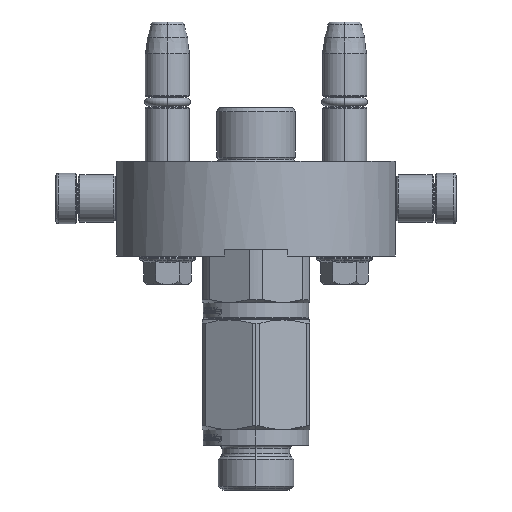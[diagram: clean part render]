
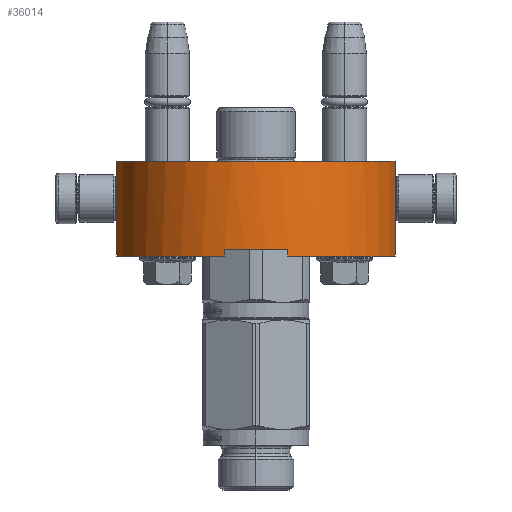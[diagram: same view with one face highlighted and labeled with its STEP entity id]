
A CAD part, left-side view. The second image highlights one B-rep face of the part: STEP entity #36014.
In plain terms, the highlighted cylindrical face has radius 44.75 mm (diameter 89.5 mm), a partial arc.
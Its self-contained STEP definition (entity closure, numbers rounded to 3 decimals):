
#471 = VECTOR ( 'NONE', #34480, 1000. ) ;
#494 = AXIS2_PLACEMENT_3D ( 'NONE', #46215, #34524, #42040 ) ;
#1368 = VECTOR ( 'NONE', #39717, 1000. ) ;
#4163 = LINE ( 'NONE', #29018, #31829 ) ;
#4433 = EDGE_LOOP ( 'NONE', ( #7887, #40134, #6630, #7985, #6092, #5179, #16200, #16383 ) ) ;
#5147 = DIRECTION ( 'NONE',  ( -0.983, 0., 0.182 ) ) ;
#5179 = ORIENTED_EDGE ( 'NONE', *, *, #5719, .F. ) ;
#5719 = EDGE_CURVE ( 'NONE', #12194, #12393, #6101, .T. ) ;
#6092 = ORIENTED_EDGE ( 'NONE', *, *, #39749, .T. ) ;
#6101 = CIRCLE ( 'NONE', #32663, 44.75 ) ;
#6630 = ORIENTED_EDGE ( 'NONE', *, *, #40451, .F. ) ;
#7887 = ORIENTED_EDGE ( 'NONE', *, *, #50005, .T. ) ;
#7985 = ORIENTED_EDGE ( 'NONE', *, *, #29135, .T. ) ;
#8563 = CARTESIAN_POINT ( 'NONE',  ( 10., 30., 43.618 ) ) ;
#8588 = DIRECTION ( 'NONE',  ( 0.223, 0., 0.975 ) ) ;
#8922 = CYLINDRICAL_SURFACE ( 'NONE', #27499, 44.75 ) ;
#9340 = AXIS2_PLACEMENT_3D ( 'NONE', #44259, #15706, #40252 ) ;
#9501 = CARTESIAN_POINT ( 'NONE',  ( -44., 30., 8.159 ) ) ;
#9899 = DIRECTION ( 'NONE',  ( 1., 0., 0. ) ) ;
#11671 = LINE ( 'NONE', #50651, #50237 ) ;
#12194 = VERTEX_POINT ( 'NONE', #8563 ) ;
#12393 = VERTEX_POINT ( 'NONE', #47674 ) ;
#13297 = CIRCLE ( 'NONE', #16017, 44.75 ) ;
#14760 = CARTESIAN_POINT ( 'NONE',  ( -10., 28., 43.618 ) ) ;
#15706 = DIRECTION ( 'NONE',  ( 0., 1., 0. ) ) ;
#16017 = AXIS2_PLACEMENT_3D ( 'NONE', #17766, #38058, #5147 ) ;
#16200 = ORIENTED_EDGE ( 'NONE', *, *, #52595, .F. ) ;
#16383 = ORIENTED_EDGE ( 'NONE', *, *, #43586, .F. ) ;
#16566 = CARTESIAN_POINT ( 'NONE',  ( 44., 0., 8.159 ) ) ;
#17067 = CARTESIAN_POINT ( 'NONE',  ( -10., 30., 43.618 ) ) ;
#17766 = CARTESIAN_POINT ( 'NONE',  ( 0., 30., 0. ) ) ;
#21231 = CARTESIAN_POINT ( 'NONE',  ( -44., 0., 8.159 ) ) ;
#21286 = DIRECTION ( 'NONE',  ( 0., 1., 0. ) ) ;
#22335 = VERTEX_POINT ( 'NONE', #14760 ) ;
#23059 = LINE ( 'NONE', #42166, #471 ) ;
#23491 = VERTEX_POINT ( 'NONE', #16566 ) ;
#26490 = CIRCLE ( 'NONE', #9340, 44.75 ) ;
#27105 = CIRCLE ( 'NONE', #494, 44.75 ) ;
#27499 = AXIS2_PLACEMENT_3D ( 'NONE', #34650, #43267, #9899 ) ;
#27798 = LINE ( 'NONE', #40068, #1368 ) ;
#29018 = CARTESIAN_POINT ( 'NONE',  ( 10., 28., 43.618 ) ) ;
#29135 = EDGE_CURVE ( 'NONE', #41265, #23491, #26490, .T. ) ;
#29258 = DIRECTION ( 'NONE',  ( 0., 1., 0. ) ) ;
#31829 = VECTOR ( 'NONE', #21286, 1000. ) ;
#32484 = EDGE_CURVE ( 'NONE', #39133, #32488, #13297, .T. ) ;
#32488 = VERTEX_POINT ( 'NONE', #17067 ) ;
#32663 = AXIS2_PLACEMENT_3D ( 'NONE', #45570, #29258, #8588 ) ;
#32694 = FACE_OUTER_BOUND ( 'NONE', #4433, .T. ) ;
#34480 = DIRECTION ( 'NONE',  ( 0., 1., 0. ) ) ;
#34524 = DIRECTION ( 'NONE',  ( 0., 1., 0. ) ) ;
#34650 = CARTESIAN_POINT ( 'NONE',  ( 0., 0., 0. ) ) ;
#36014 = ADVANCED_FACE ( 'NONE', ( #32694 ), #8922, .T. ) ;
#38058 = DIRECTION ( 'NONE',  ( 0., 1., 0. ) ) ;
#39082 = DIRECTION ( 'NONE',  ( 0., 1., 0. ) ) ;
#39133 = VERTEX_POINT ( 'NONE', #9501 ) ;
#39717 = DIRECTION ( 'NONE',  ( 0., 1., 0. ) ) ;
#39749 = EDGE_CURVE ( 'NONE', #23491, #12393, #27798, .T. ) ;
#40068 = CARTESIAN_POINT ( 'NONE',  ( 44., 0., 8.159 ) ) ;
#40134 = ORIENTED_EDGE ( 'NONE', *, *, #32484, .F. ) ;
#40252 = DIRECTION ( 'NONE',  ( -0.983, 0., 0.182 ) ) ;
#40451 = EDGE_CURVE ( 'NONE', #41265, #39133, #11671, .T. ) ;
#41265 = VERTEX_POINT ( 'NONE', #21231 ) ;
#42040 = DIRECTION ( 'NONE',  ( -0.223, 0., 0.975 ) ) ;
#42166 = CARTESIAN_POINT ( 'NONE',  ( -10., 28., 43.618 ) ) ;
#42702 = VERTEX_POINT ( 'NONE', #42893 ) ;
#42893 = CARTESIAN_POINT ( 'NONE',  ( 10., 28., 43.618 ) ) ;
#43267 = DIRECTION ( 'NONE',  ( 0., -1., 0. ) ) ;
#43586 = EDGE_CURVE ( 'NONE', #22335, #42702, #27105, .T. ) ;
#44259 = CARTESIAN_POINT ( 'NONE',  ( 0., 0., 0. ) ) ;
#45570 = CARTESIAN_POINT ( 'NONE',  ( 0., 30., 0. ) ) ;
#46215 = CARTESIAN_POINT ( 'NONE',  ( 0., 28., 0. ) ) ;
#47674 = CARTESIAN_POINT ( 'NONE',  ( 44., 30., 8.159 ) ) ;
#50005 = EDGE_CURVE ( 'NONE', #22335, #32488, #23059, .T. ) ;
#50237 = VECTOR ( 'NONE', #39082, 1000. ) ;
#50651 = CARTESIAN_POINT ( 'NONE',  ( -44., 0., 8.159 ) ) ;
#52595 = EDGE_CURVE ( 'NONE', #42702, #12194, #4163, .T. ) ;
